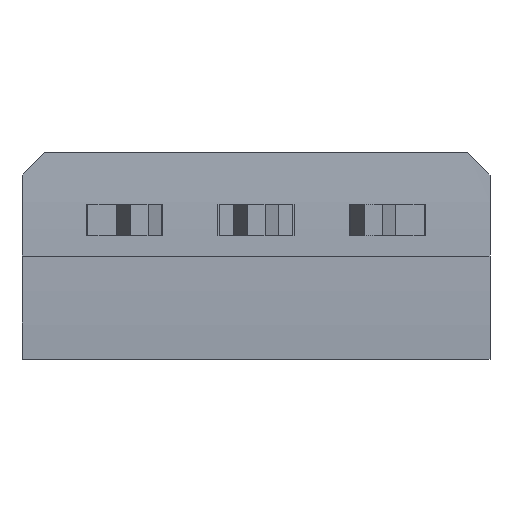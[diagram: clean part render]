
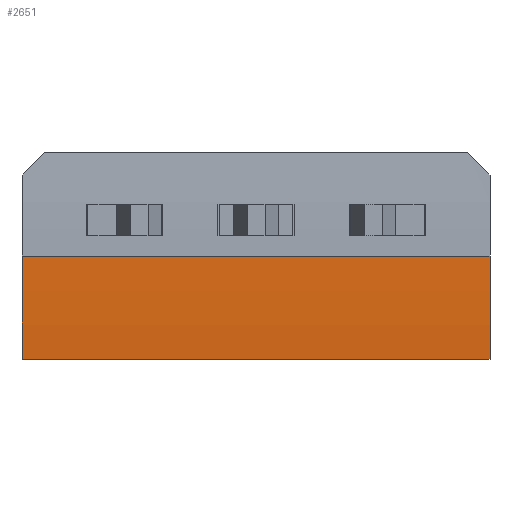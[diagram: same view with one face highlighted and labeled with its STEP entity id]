
A CAD part, front view. The second image highlights one B-rep face of the part: STEP entity #2651.
In plain terms, the highlighted cylindrical face has radius 29.434 mm (diameter 58.868 mm), a partial arc.
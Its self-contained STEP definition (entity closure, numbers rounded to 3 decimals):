
#411 = EDGE_CURVE ( 'NONE', #936, #2959, #3509, .T. ) ;
#526 = DIRECTION ( 'NONE',  ( -1., 0., 0. ) ) ;
#571 = VERTEX_POINT ( 'NONE', #1972 ) ;
#595 = CIRCLE ( 'NONE', #2205, 29.434 ) ;
#687 = CARTESIAN_POINT ( 'NONE',  ( 5.201, 21.234, 0. ) ) ;
#714 = DIRECTION ( 'NONE',  ( -1., 0., 0. ) ) ;
#931 = CARTESIAN_POINT ( 'NONE',  ( 5.2, 21.234, 0. ) ) ;
#934 = ORIENTED_EDGE ( 'NONE', *, *, #2545, .T. ) ;
#936 = VERTEX_POINT ( 'NONE', #3100 ) ;
#1040 = DIRECTION ( 'NONE',  ( 0., -1., 0. ) ) ;
#1913 = DIRECTION ( 'NONE',  ( 0., -1., 0. ) ) ;
#1923 = EDGE_CURVE ( 'NONE', #3218, #571, #595, .T. ) ;
#1934 = VECTOR ( 'NONE', #526, 1000. ) ;
#1972 = CARTESIAN_POINT ( 'NONE',  ( -5.2, -8.2, 0. ) ) ;
#2068 = FACE_OUTER_BOUND ( 'NONE', #3403, .T. ) ;
#2127 = ORIENTED_EDGE ( 'NONE', *, *, #3091, .F. ) ;
#2204 = CARTESIAN_POINT ( 'NONE',  ( -5.2, -8.11, -2.3 ) ) ;
#2205 = AXIS2_PLACEMENT_3D ( 'NONE', #3802, #3464, #1913 ) ;
#2386 = AXIS2_PLACEMENT_3D ( 'NONE', #931, #3475, #3790 ) ;
#2423 = ORIENTED_EDGE ( 'NONE', *, *, #1923, .F. ) ;
#2545 = EDGE_CURVE ( 'NONE', #936, #571, #3344, .T. ) ;
#2651 = ADVANCED_FACE ( 'NONE', ( #2068 ), #3649, .T. ) ;
#2770 = LINE ( 'NONE', #3325, #1934 ) ;
#2909 = CARTESIAN_POINT ( 'NONE',  ( 5.201, -8.2, 0. ) ) ;
#2959 = VERTEX_POINT ( 'NONE', #3341 ) ;
#3091 = EDGE_CURVE ( 'NONE', #2959, #3218, #2770, .T. ) ;
#3100 = CARTESIAN_POINT ( 'NONE',  ( 5.2, -8.2, 0. ) ) ;
#3218 = VERTEX_POINT ( 'NONE', #2204 ) ;
#3294 = VECTOR ( 'NONE', #3842, 1000. ) ;
#3325 = CARTESIAN_POINT ( 'NONE',  ( 5.201, -8.11, -2.3 ) ) ;
#3341 = CARTESIAN_POINT ( 'NONE',  ( 5.2, -8.11, -2.3 ) ) ;
#3344 = LINE ( 'NONE', #2909, #3294 ) ;
#3403 = EDGE_LOOP ( 'NONE', ( #3995, #934, #2423, #2127 ) ) ;
#3464 = DIRECTION ( 'NONE',  ( -1., 0., 0. ) ) ;
#3475 = DIRECTION ( 'NONE',  ( 1., 0., 0. ) ) ;
#3509 = CIRCLE ( 'NONE', #2386, 29.434 ) ;
#3612 = AXIS2_PLACEMENT_3D ( 'NONE', #687, #714, #1040 ) ;
#3649 = CYLINDRICAL_SURFACE ( 'NONE', #3612, 29.434 ) ;
#3790 = DIRECTION ( 'NONE',  ( 0., -1., 0. ) ) ;
#3802 = CARTESIAN_POINT ( 'NONE',  ( -5.2, 21.234, 0. ) ) ;
#3842 = DIRECTION ( 'NONE',  ( -1., 0., 0. ) ) ;
#3995 = ORIENTED_EDGE ( 'NONE', *, *, #411, .F. ) ;
